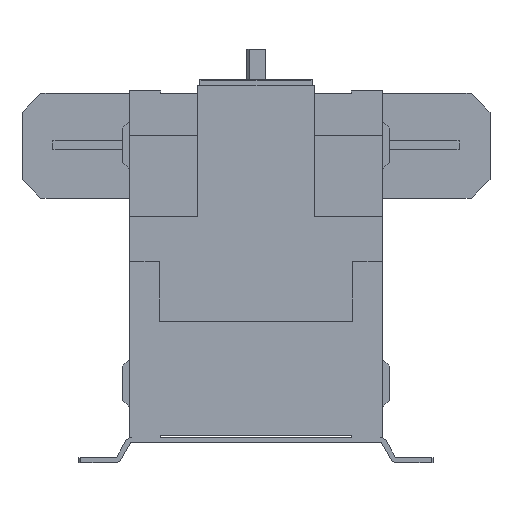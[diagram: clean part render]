
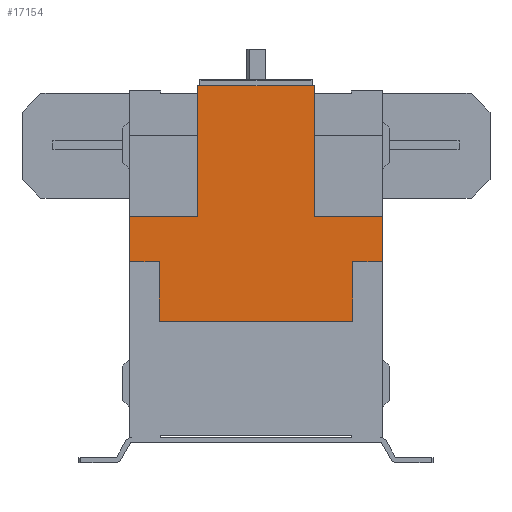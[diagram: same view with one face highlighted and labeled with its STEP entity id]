
A CAD part, left-side view. The second image highlights one B-rep face of the part: STEP entity #17154.
In plain terms, the highlighted planar face has unit normal (-1, 0, 0).
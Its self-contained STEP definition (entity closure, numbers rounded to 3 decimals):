
#1064=DIRECTION('',(0.,0.,-1.));
#1065=VECTOR('',#1064,36.);
#1066=CARTESIAN_POINT('',(-339.737,91.99,145.494));
#1067=LINE('',#1066,#1065);
#2438=DIRECTION('',(0.,1.,0.));
#2439=VECTOR('',#2438,54.);
#2440=CARTESIAN_POINT('',(-339.737,-108.01,
145.494));
#2441=LINE('',#2440,#2439);
#2466=DIRECTION('',(0.,0.,1.));
#2467=VECTOR('',#2466,103.);
#2468=CARTESIAN_POINT('',(-339.737,-54.01,
145.494));
#2469=LINE('',#2468,#2467);
#2482=DIRECTION('',(0.,1.,0.));
#2483=VECTOR('',#2482,23.7);
#2484=CARTESIAN_POINT('',(-339.737,-108.01,
109.494));
#2485=LINE('',#2484,#2483);
#2486=DIRECTION('',(0.,0.,-1.));
#2487=VECTOR('',#2486,36.);
#2488=CARTESIAN_POINT('',(-339.737,-108.01,
145.494));
#2489=LINE('',#2488,#2487);
#2530=DIRECTION('',(0.,0.,1.));
#2531=VECTOR('',#2530,47.);
#2532=CARTESIAN_POINT('',(-339.737,-84.31,
62.494));
#2533=LINE('',#2532,#2531);
#3440=DIRECTION('',(0.,1.,0.));
#3441=VECTOR('',#3440,54.);
#3442=CARTESIAN_POINT('',(-339.737,37.99,145.494));
#3443=LINE('',#3442,#3441);
#3464=DIRECTION('',(0.,0.,-1.));
#3465=VECTOR('',#3464,103.);
#3466=CARTESIAN_POINT('',(-339.737,37.99,248.494));
#3467=LINE('',#3466,#3465);
#3504=DIRECTION('',(0.,1.,0.));
#3505=VECTOR('',#3504,92.);
#3506=CARTESIAN_POINT('',(-339.737,-54.01,
248.494));
#3507=LINE('',#3506,#3505);
#4976=DIRECTION('',(0.,-1.,0.));
#4977=VECTOR('',#4976,23.7);
#4978=CARTESIAN_POINT('',(-339.737,91.99,109.494));
#4979=LINE('',#4978,#4977);
#5020=DIRECTION('',(0.,0.,-1.));
#5021=VECTOR('',#5020,47.);
#5022=CARTESIAN_POINT('',(-339.737,68.29,109.494));
#5023=LINE('',#5022,#5021);
#5194=DIRECTION('',(0.,-1.,0.));
#5195=VECTOR('',#5194,152.6);
#5196=CARTESIAN_POINT('',(-339.737,68.29,62.494));
#5197=LINE('',#5196,#5195);
#11399=CARTESIAN_POINT('',(-339.737,-108.01,
109.494));
#11400=VERTEX_POINT('',#11399);
#11401=CARTESIAN_POINT('',(-339.737,-108.01,
145.494));
#11402=VERTEX_POINT('',#11401);
#11599=CARTESIAN_POINT('',(-339.737,91.99,
145.494));
#11600=VERTEX_POINT('',#11599);
#11601=CARTESIAN_POINT('',(-339.737,91.99,
109.494));
#11602=VERTEX_POINT('',#11601);
#11981=CARTESIAN_POINT('',(-339.737,-54.01,
145.494));
#11982=VERTEX_POINT('',#11981);
#11983=CARTESIAN_POINT('',(-339.737,-54.01,
248.494));
#11984=VERTEX_POINT('',#11983);
#11987=CARTESIAN_POINT('',(-339.737,-84.31,
109.494));
#11988=VERTEX_POINT('',#11987);
#11989=CARTESIAN_POINT('',(-339.737,-84.31,
62.494));
#11990=VERTEX_POINT('',#11989);
#11991=CARTESIAN_POINT('',(-339.737,68.29,
62.494));
#11992=VERTEX_POINT('',#11991);
#11993=CARTESIAN_POINT('',(-339.737,68.29,
109.494));
#11994=VERTEX_POINT('',#11993);
#11995=CARTESIAN_POINT('',(-339.737,37.99,
145.494));
#11996=VERTEX_POINT('',#11995);
#11997=CARTESIAN_POINT('',(-339.737,37.99,
248.494));
#11998=VERTEX_POINT('',#11997);
#17127=CARTESIAN_POINT('',(-339.737,-8.01,
87.687));
#17128=DIRECTION('',(-1.,0.,0.));
#17129=DIRECTION('',(0.,0.,1.));
#17130=AXIS2_PLACEMENT_3D('',#17127,#17128,#17129);
#17131=PLANE('',#17130);
#17133=ORIENTED_EDGE('',*,*,#17132,.T.);
#17135=ORIENTED_EDGE('',*,*,#17134,.F.);
#17137=ORIENTED_EDGE('',*,*,#17136,.F.);
#17139=ORIENTED_EDGE('',*,*,#17138,.F.);
#17141=ORIENTED_EDGE('',*,*,#17140,.F.);
#17142=ORIENTED_EDGE('',*,*,#15505,.F.);
#17144=ORIENTED_EDGE('',*,*,#17143,.F.);
#17146=ORIENTED_EDGE('',*,*,#17145,.F.);
#17148=ORIENTED_EDGE('',*,*,#17147,.F.);
#17149=ORIENTED_EDGE('',*,*,#17115,.F.);
#17150=ORIENTED_EDGE('',*,*,#17092,.F.);
#17151=ORIENTED_EDGE('',*,*,#14402,.T.);
#17152=EDGE_LOOP('',(#17133,#17135,#17137,#17139,#17141,#17142,#17144,#17146,
#17148,#17149,#17150,#17151));
#17153=FACE_OUTER_BOUND('',#17152,.F.);
#14402=EDGE_CURVE('',#11402,#11400,#2489,.T.);
#15505=EDGE_CURVE('',#11600,#11602,#1067,.T.);
#17092=EDGE_CURVE('',#11402,#11982,#2441,.T.);
#17115=EDGE_CURVE('',#11982,#11984,#2469,.T.);
#17132=EDGE_CURVE('',#11400,#11988,#2485,.T.);
#17134=EDGE_CURVE('',#11990,#11988,#2533,.T.);
#17136=EDGE_CURVE('',#11992,#11990,#5197,.T.);
#17138=EDGE_CURVE('',#11994,#11992,#5023,.T.);
#17140=EDGE_CURVE('',#11602,#11994,#4979,.T.);
#17143=EDGE_CURVE('',#11996,#11600,#3443,.T.);
#17145=EDGE_CURVE('',#11998,#11996,#3467,.T.);
#17147=EDGE_CURVE('',#11984,#11998,#3507,.T.);
#17154=ADVANCED_FACE('',(#17153),#17131,.T.);
